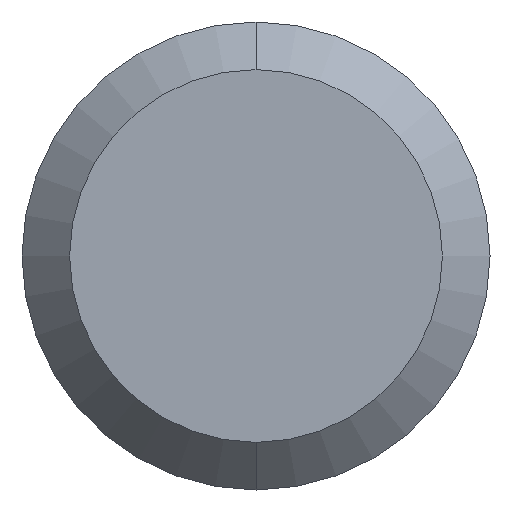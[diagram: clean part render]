
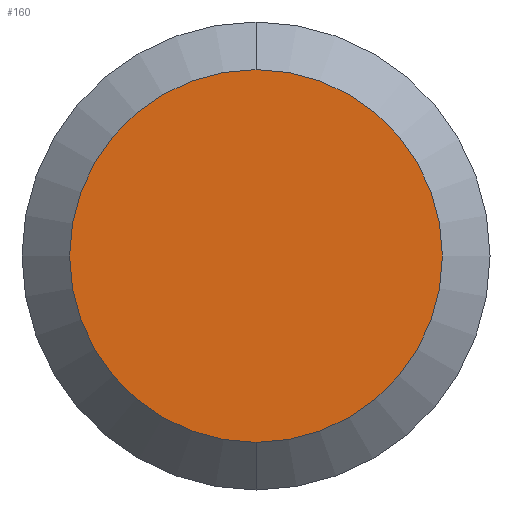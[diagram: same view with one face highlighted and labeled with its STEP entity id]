
A CAD part, front view. The second image highlights one B-rep face of the part: STEP entity #160.
In plain terms, the highlighted planar face has unit normal (0, -1, 0).
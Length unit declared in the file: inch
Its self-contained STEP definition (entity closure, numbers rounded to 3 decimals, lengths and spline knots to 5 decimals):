
#17 = CARTESIAN_POINT ( 'NONE',  ( 0., 0., 0. ) ) ;
#21 = DIRECTION ( 'NONE',  ( 0., 0., 1. ) ) ;
#42 = DIRECTION ( 'NONE',  ( 0., 0., 1. ) ) ;
#74 = FACE_OUTER_BOUND ( 'NONE', #263, .T. ) ;
#86 = ORIENTED_EDGE ( 'NONE', *, *, #120, .T. ) ;
#107 = ORIENTED_EDGE ( 'NONE', *, *, #248, .T. ) ;
#116 = AXIS2_PLACEMENT_3D ( 'NONE', #17, #192, #42 ) ;
#117 = VERTEX_POINT ( 'NONE', #249 ) ;
#120 = EDGE_CURVE ( 'NONE', #117, #159, #243, .T. ) ;
#126 = CARTESIAN_POINT ( 'NONE',  ( 0., 0., 0. ) ) ;
#136 = AXIS2_PLACEMENT_3D ( 'NONE', #126, #234, #147 ) ;
#147 = DIRECTION ( 'NONE',  ( 0., 0., 1. ) ) ;
#149 = CARTESIAN_POINT ( 'NONE',  ( 0., 0., -0.07828 ) ) ;
#156 = CIRCLE ( 'NONE', #116, 0.07828 ) ;
#159 = VERTEX_POINT ( 'NONE', #149 ) ;
#160 = ADVANCED_FACE ( 'NONE', ( #74 ), #213, .F. ) ;
#170 = AXIS2_PLACEMENT_3D ( 'NONE', #253, #236, #21 ) ;
#192 = DIRECTION ( 'NONE',  ( 0., -1., 0. ) ) ;
#213 = PLANE ( 'NONE',  #136 ) ;
#234 = DIRECTION ( 'NONE',  ( 0., 1., 0. ) ) ;
#236 = DIRECTION ( 'NONE',  ( 0., -1., 0. ) ) ;
#243 = CIRCLE ( 'NONE', #170, 0.07828 ) ;
#248 = EDGE_CURVE ( 'NONE', #159, #117, #156, .T. ) ;
#249 = CARTESIAN_POINT ( 'NONE',  ( 0., 0., 0.07828 ) ) ;
#253 = CARTESIAN_POINT ( 'NONE',  ( 0., 0., 0. ) ) ;
#263 = EDGE_LOOP ( 'NONE', ( #86, #107 ) ) ;
